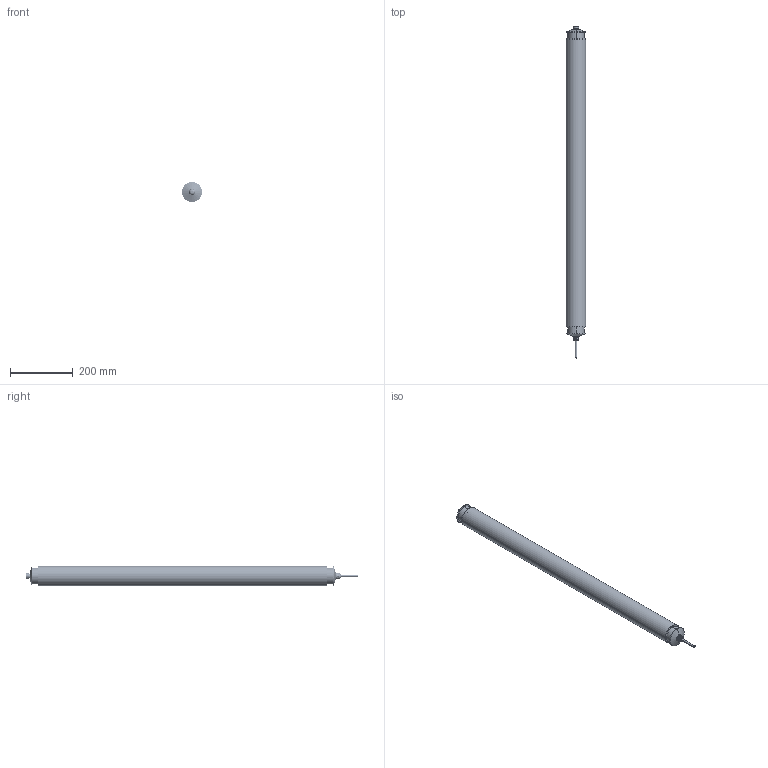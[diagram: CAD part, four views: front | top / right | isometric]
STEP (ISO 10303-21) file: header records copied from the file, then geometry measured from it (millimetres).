
FILE_DESCRIPTION((''),'2;1');
FILE_NAME('200886_ASM','2018-12-06T',('pdmadmin'),('BANNER ENGINEERING'),'CREO PARAMETRIC BY PTC INC, 2016260','CREO PARAMETRIC BY PTC INC, 2016260','');
FILE_SCHEMA(('CONFIG_CONTROL_DESIGN'));
Length unit declared in the file: millimetre
Products named in the file (32): 200334; 199228; 200543; 199589-001; 199589-002; 199589-003; 199589-004; 199589-005; 199589_ASM; EZLSA-HTE_SERIES_CABLE_1; 172748; 168214; 114466; 174905_174120_AF5; 174905_174903_AF5; 174902_FOR_CUTOUT_AF4; 174123_AF4; 174122_AF8; 174122_AF9; 174905_AF12_ASM; 199462_SIMPLIFIED_AF5; 97926_AF2_ASM; 168215; 178812; 178812_SPLINE; 172297_ASSEMBLED; 199227; 175515; 58892; SLLX23-1050_ASM; 199588_ASM; 200886_ASM
Assembly tree (53 placements, depth 5):
  200886_ASM
    200334
    199228  x2
    200543  x2
    199589_ASM
      199589-001
      199589-002
      199589-003
      199589-004
      199589-005
    EZLSA-HTE_SERIES_CABLE_1
    SLLX23-1050_ASM
      172748
      168214
      114466  x8
      97926_AF2_ASM
        174905_AF12_ASM
          174905_174120_AF5
          174905_174903_AF5
          174902_FOR_CUTOUT_AF4
          174123_AF4
          174122_AF8
          174122_AF9
        199462_SIMPLIFIED_AF5
      168215
      178812
      178812_SPLINE  x2
      172297_ASSEMBLED  x2
      199227  x2
      175515  x4
      58892  x8
    199588_ASM
Bounding box: 63.5 x 1056.84 x 63.5 mm (x, y, z)
Volume: 1321239.3 mm3; surface area: 851387.1 mm2
Topology: 46 solids, 69 shells, 5509 faces, 14675 edges, 9404 vertices
Faces by surface type: plane 3042, cylinder 1725, bspline 360, torus 186, cone 148, sphere 48
Entity records: 127165 total; most frequent: CARTESIAN_POINT 47017, ORIENTED_EDGE 16900, DIRECTION 15818, EDGE_CURVE 8494, VECTOR 5954, LINE 5954, VERTEX_POINT 5381, AXIS2_PLACEMENT_3D 4932
